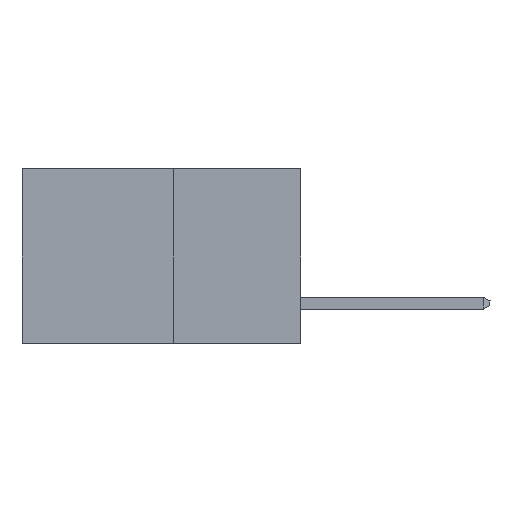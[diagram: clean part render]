
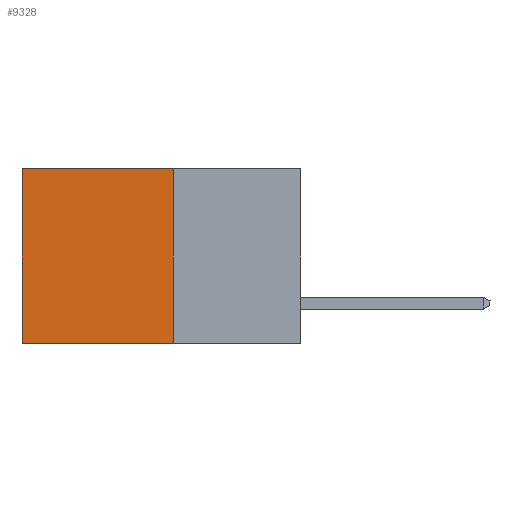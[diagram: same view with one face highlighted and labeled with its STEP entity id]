
A CAD part, left-side view. The second image highlights one B-rep face of the part: STEP entity #9328.
In plain terms, the highlighted planar face has unit normal (-1, 0, 0).
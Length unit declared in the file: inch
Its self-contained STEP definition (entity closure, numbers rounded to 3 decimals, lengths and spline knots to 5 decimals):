
#695 = DIRECTION ( 'NONE',  ( 1., 0., 0. ) ) ;
#1028 = CARTESIAN_POINT ( 'NONE',  ( 0.277, 0.27, 0. ) ) ;
#1472 = LINE ( 'NONE', #26823, #12952 ) ;
#1478 = ORIENTED_EDGE ( 'NONE', *, *, #24663, .T. ) ;
#1768 = VECTOR ( 'NONE', #7562, 39.37008 ) ;
#4618 = DIRECTION ( 'NONE',  ( 0., 0., -1. ) ) ;
#4834 = ORIENTED_EDGE ( 'NONE', *, *, #20889, .F. ) ;
#5411 = VERTEX_POINT ( 'NONE', #1028 ) ;
#5648 = CARTESIAN_POINT ( 'NONE',  ( 0.277, 0.59, -0.37 ) ) ;
#6606 = CARTESIAN_POINT ( 'NONE',  ( 0.277, 0.59, -0.37 ) ) ;
#7562 = DIRECTION ( 'NONE',  ( 0., 1., 0. ) ) ;
#7965 = VECTOR ( 'NONE', #26062, 39.37008 ) ;
#9328 = ADVANCED_FACE ( 'NONE', ( #27928 ), #25679, .F. ) ;
#11287 = EDGE_LOOP ( 'NONE', ( #17333, #4834, #16679, #1478 ) ) ;
#12952 = VECTOR ( 'NONE', #22330, 39.37008 ) ;
#13749 = CARTESIAN_POINT ( 'NONE',  ( 0.277, 0.27, -0.37 ) ) ;
#13760 = LINE ( 'NONE', #22814, #19814 ) ;
#13934 = LINE ( 'NONE', #14454, #1768 ) ;
#14420 = CARTESIAN_POINT ( 'NONE',  ( 0.277, 0.27, -0.37 ) ) ;
#14454 = CARTESIAN_POINT ( 'NONE',  ( 0.277, 0.27, 0. ) ) ;
#16679 = ORIENTED_EDGE ( 'NONE', *, *, #23939, .F. ) ;
#16734 = DIRECTION ( 'NONE',  ( 0., 0., -1. ) ) ;
#17333 = ORIENTED_EDGE ( 'NONE', *, *, #20644, .T. ) ;
#17992 = VERTEX_POINT ( 'NONE', #13749 ) ;
#18889 = AXIS2_PLACEMENT_3D ( 'NONE', #14420, #695, #16734 ) ;
#19814 = VECTOR ( 'NONE', #4618, 39.37008 ) ;
#20644 = EDGE_CURVE ( 'NONE', #25773, #28664, #20759, .T. ) ;
#20759 = LINE ( 'NONE', #5648, #7965 ) ;
#20889 = EDGE_CURVE ( 'NONE', #17992, #28664, #1472, .T. ) ;
#21300 = CARTESIAN_POINT ( 'NONE',  ( 0.277, 0.59, 0. ) ) ;
#22330 = DIRECTION ( 'NONE',  ( 0., 1., 0. ) ) ;
#22814 = CARTESIAN_POINT ( 'NONE',  ( 0.277, 0.27, -0.37 ) ) ;
#23939 = EDGE_CURVE ( 'NONE', #5411, #17992, #13760, .T. ) ;
#24663 = EDGE_CURVE ( 'NONE', #5411, #25773, #13934, .T. ) ;
#25679 = PLANE ( 'NONE',  #18889 ) ;
#25773 = VERTEX_POINT ( 'NONE', #21300 ) ;
#26062 = DIRECTION ( 'NONE',  ( 0., 0., -1. ) ) ;
#26823 = CARTESIAN_POINT ( 'NONE',  ( 0.277, 0.27, -0.37 ) ) ;
#27928 = FACE_OUTER_BOUND ( 'NONE', #11287, .T. ) ;
#28664 = VERTEX_POINT ( 'NONE', #6606 ) ;
